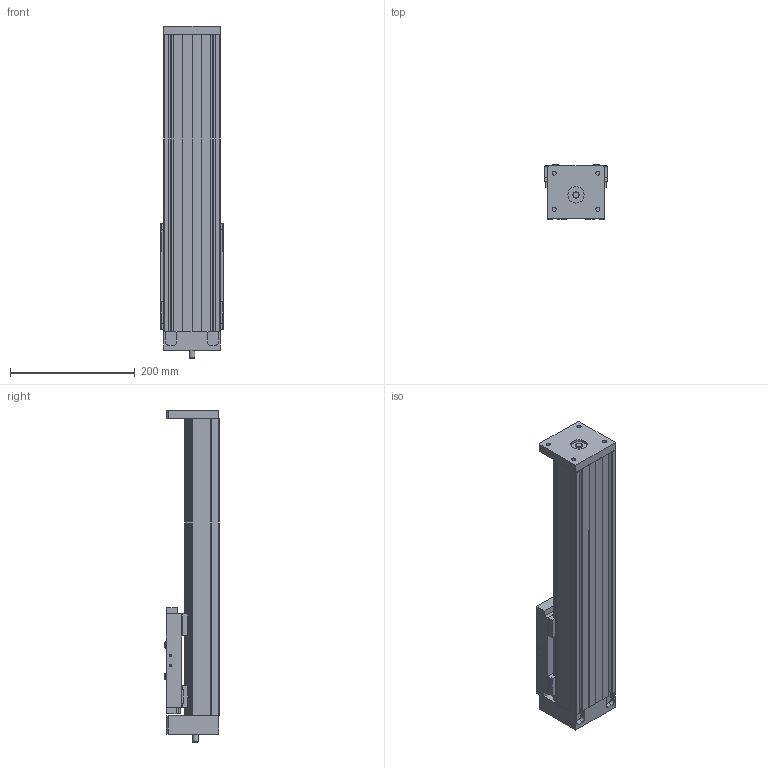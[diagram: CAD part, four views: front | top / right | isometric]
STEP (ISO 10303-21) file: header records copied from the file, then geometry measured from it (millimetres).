
FILE_DESCRIPTION((''),'2;1');
FILE_NAME('MSL90-S16-S-Hub 300.stp','2012-10-11T11:04:04',('hartung_david'),(''),'Autodesk Inventor 2012','Autodesk Inventor 2012','');
FILE_SCHEMA(('AUTOMOTIVE_DESIGN { 1 0 10303 214 1 1 1 1 }'));
Length unit declared in the file: millimetre
Products named in the file (4): MSL90-S16-S-Hub 300; MSL90-S16-S-Hub 300-020; MSL90-S16-S-Hub 300-030; MSL90-S16-S-Hub 300-010
Assembly tree (3 placements, depth 2):
  MSL90-S16-S-Hub 300
    MSL90-S16-S-Hub 300-020
    MSL90-S16-S-Hub 300-030
    MSL90-S16-S-Hub 300-010
Bounding box: 100 x 86.9 x 532.5 mm (x, y, z)
Volume: 2024869.3 mm3; surface area: 329590.8 mm2
Topology: 4 solids, 4 shells, 878 faces, 2451 edges, 1627 vertices
Faces by surface type: plane 771, cylinder 94, cone 12, torus 1
Full cylindrical faces by diameter (mm): 3.242 x4, 4.134 x4, 4.917 x10, 6.647 x6, 9 x1, 10 x5, 26 x1, 42 x1
Entity records: 28425 total; most frequent: CARTESIAN_POINT 4878, ORIENTED_EDGE 4772, DIRECTION 4355, EDGE_CURVE 2386, VECTOR 2187, LINE 2187, VERTEX_POINT 1607, AXIS2_PLACEMENT_3D 1084
